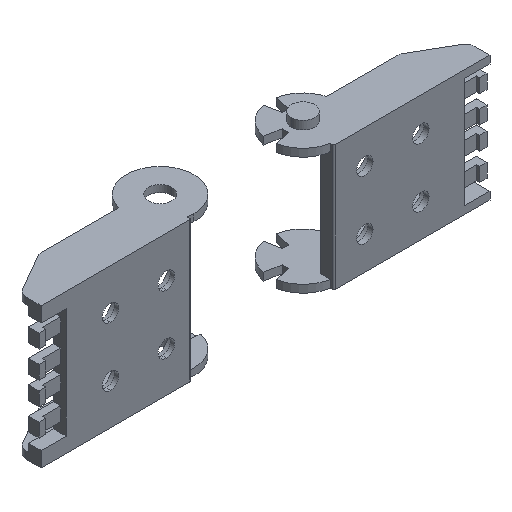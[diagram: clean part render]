
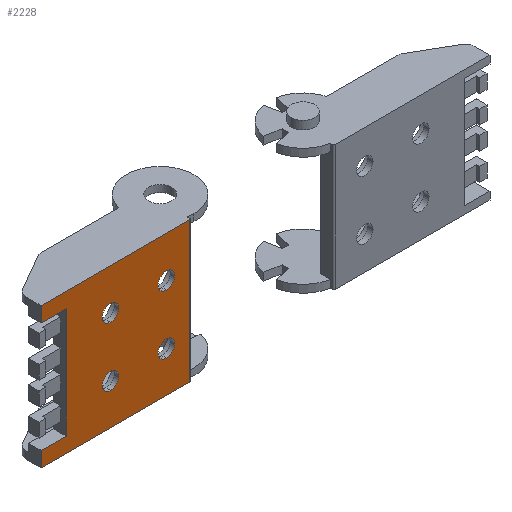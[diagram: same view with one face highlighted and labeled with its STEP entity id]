
A CAD part, isometric view. The second image highlights one B-rep face of the part: STEP entity #2228.
In plain terms, the highlighted planar face has unit normal (0, -1, 0).
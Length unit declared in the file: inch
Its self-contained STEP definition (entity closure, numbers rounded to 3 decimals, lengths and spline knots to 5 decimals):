
#73 = ORIENTED_EDGE ( 'NONE', *, *, #2289, .T. ) ;
#89 = FACE_BOUND ( 'NONE', #752, .T. ) ;
#103 = CARTESIAN_POINT ( 'NONE',  ( -1.98819, 0., -1.78543 ) ) ;
#156 = ORIENTED_EDGE ( 'NONE', *, *, #4422, .T. ) ;
#168 = LINE ( 'NONE', #1654, #224 ) ;
#198 = VERTEX_POINT ( 'NONE', #637 ) ;
#204 = LINE ( 'NONE', #2027, #2058 ) ;
#213 = ORIENTED_EDGE ( 'NONE', *, *, #3210, .T. ) ;
#224 = VECTOR ( 'NONE', #1563, 39.37008 ) ;
#235 = AXIS2_PLACEMENT_3D ( 'NONE', #1049, #5666, #679 ) ;
#236 = CARTESIAN_POINT ( 'NONE',  ( 0., 0., -0.10827 ) ) ;
#238 = DIRECTION ( 'NONE',  ( 0., -1., 0. ) ) ;
#285 = VERTEX_POINT ( 'NONE', #2518 ) ;
#292 = ORIENTED_EDGE ( 'NONE', *, *, #4167, .T. ) ;
#314 = AXIS2_PLACEMENT_3D ( 'NONE', #686, #238, #3893 ) ;
#379 = DIRECTION ( 'NONE',  ( 0., 0., 1. ) ) ;
#538 = CIRCLE ( 'NONE', #4394, 0.11024 ) ;
#539 = ORIENTED_EDGE ( 'NONE', *, *, #5502, .T. ) ;
#605 = VERTEX_POINT ( 'NONE', #5519 ) ;
#637 = CARTESIAN_POINT ( 'NONE',  ( -0.33465, 0., -1.58465 ) ) ;
#679 = DIRECTION ( 'NONE',  ( 0., 0., 1. ) ) ;
#686 = CARTESIAN_POINT ( 'NONE',  ( 0., 0., 0. ) ) ;
#752 = EDGE_LOOP ( 'NONE', ( #4567, #1138 ) ) ;
#772 = EDGE_CURVE ( 'NONE', #198, #4457, #2122, .T. ) ;
#773 = EDGE_LOOP ( 'NONE', ( #539, #3947 ) ) ;
#947 = CARTESIAN_POINT ( 'NONE',  ( -1.67323, 0., -1.12992 ) ) ;
#985 = EDGE_CURVE ( 'NONE', #3225, #989, #4524, .T. ) ;
#989 = VERTEX_POINT ( 'NONE', #4982 ) ;
#1024 = AXIS2_PLACEMENT_3D ( 'NONE', #4376, #3835, #5680 ) ;
#1049 = CARTESIAN_POINT ( 'NONE',  ( -1.67323, 0., -0.45276 ) ) ;
#1078 = ORIENTED_EDGE ( 'NONE', *, *, #772, .T. ) ;
#1110 = DIRECTION ( 'NONE',  ( 0., 0., 1. ) ) ;
#1138 = ORIENTED_EDGE ( 'NONE', *, *, #3825, .T. ) ;
#1164 = ORIENTED_EDGE ( 'NONE', *, *, #985, .T. ) ;
#1204 = VERTEX_POINT ( 'NONE', #4427 ) ;
#1233 = EDGE_CURVE ( 'NONE', #5905, #2661, #168, .T. ) ;
#1288 = DIRECTION ( 'NONE',  ( 0., 1., 0. ) ) ;
#1297 = VECTOR ( 'NONE', #5965, 39.37008 ) ;
#1304 = VECTOR ( 'NONE', #4078, 39.37008 ) ;
#1315 = CARTESIAN_POINT ( 'NONE',  ( -0.9252, 0., -0.45276 ) ) ;
#1406 = DIRECTION ( 'NONE',  ( 0., 0., 1. ) ) ;
#1414 = DIRECTION ( 'NONE',  ( 0., 1., 0. ) ) ;
#1488 = VECTOR ( 'NONE', #4351, 39.37008 ) ;
#1563 = DIRECTION ( 'NONE',  ( 1., 0., 0. ) ) ;
#1654 = CARTESIAN_POINT ( 'NONE',  ( 0., 0., -1.78543 ) ) ;
#1682 = AXIS2_PLACEMENT_3D ( 'NONE', #3695, #1414, #3580 ) ;
#1733 = EDGE_CURVE ( 'NONE', #2661, #3005, #4474, .T. ) ;
#1742 = VERTEX_POINT ( 'NONE', #947 ) ;
#1793 = LINE ( 'NONE', #4410, #1304 ) ;
#1922 = CARTESIAN_POINT ( 'NONE',  ( -1.98819, 0., 0.09252 ) ) ;
#1928 = VERTEX_POINT ( 'NONE', #5258 ) ;
#2025 = LINE ( 'NONE', #236, #4385 ) ;
#2027 = CARTESIAN_POINT ( 'NONE',  ( 0., 0., 0.09252 ) ) ;
#2058 = VECTOR ( 'NONE', #3859, 39.37008 ) ;
#2093 = PLANE ( 'NONE',  #314 ) ;
#2097 = AXIS2_PLACEMENT_3D ( 'NONE', #4952, #3062, #2216 ) ;
#2122 = LINE ( 'NONE', #5737, #3780 ) ;
#2174 = CARTESIAN_POINT ( 'NONE',  ( 0., 0., -1.78543 ) ) ;
#2187 = AXIS2_PLACEMENT_3D ( 'NONE', #5972, #1288, #379 ) ;
#2216 = DIRECTION ( 'NONE',  ( 0., 0., 1. ) ) ;
#2228 = ADVANCED_FACE ( 'NONE', ( #89, #3797, #5646, #2906, #3831 ), #2093, .T. ) ;
#2277 = AXIS2_PLACEMENT_3D ( 'NONE', #3371, #5241, #1110 ) ;
#2289 = EDGE_CURVE ( 'NONE', #989, #4777, #204, .T. ) ;
#2301 = CARTESIAN_POINT ( 'NONE',  ( 0., 0., 0. ) ) ;
#2346 = CARTESIAN_POINT ( 'NONE',  ( 0., 0., -1.58465 ) ) ;
#2410 = CARTESIAN_POINT ( 'NONE',  ( -0.9252, 0., -0.56299 ) ) ;
#2518 = CARTESIAN_POINT ( 'NONE',  ( -1.67323, 0., -0.34252 ) ) ;
#2603 = ORIENTED_EDGE ( 'NONE', *, *, #2909, .T. ) ;
#2661 = VERTEX_POINT ( 'NONE', #2174 ) ;
#2767 = CARTESIAN_POINT ( 'NONE',  ( 0., 0., -0.10827 ) ) ;
#2836 = VECTOR ( 'NONE', #3113, 39.37008 ) ;
#2906 = FACE_BOUND ( 'NONE', #3781, .T. ) ;
#2909 = EDGE_CURVE ( 'NONE', #1742, #5401, #5340, .T. ) ;
#2966 = CIRCLE ( 'NONE', #2097, 0.11024 ) ;
#3005 = VERTEX_POINT ( 'NONE', #2346 ) ;
#3062 = DIRECTION ( 'NONE',  ( 0., 1., 0. ) ) ;
#3110 = ORIENTED_EDGE ( 'NONE', *, *, #5127, .T. ) ;
#3113 = DIRECTION ( 'NONE',  ( 0., 0., 1. ) ) ;
#3168 = EDGE_LOOP ( 'NONE', ( #156, #1164, #73, #292, #3940, #4065, #213, #1078 ) ) ;
#3201 = CARTESIAN_POINT ( 'NONE',  ( -0.9252, 0., -0.34252 ) ) ;
#3210 = EDGE_CURVE ( 'NONE', #3005, #198, #3426, .T. ) ;
#3225 = VERTEX_POINT ( 'NONE', #2767 ) ;
#3371 = CARTESIAN_POINT ( 'NONE',  ( -0.9252, 0., -0.45276 ) ) ;
#3426 = LINE ( 'NONE', #3516, #1488 ) ;
#3481 = EDGE_CURVE ( 'NONE', #5401, #1742, #4572, .T. ) ;
#3516 = CARTESIAN_POINT ( 'NONE',  ( 0., 0., -1.58465 ) ) ;
#3580 = DIRECTION ( 'NONE',  ( 0., 0., 1. ) ) ;
#3695 = CARTESIAN_POINT ( 'NONE',  ( -1.67323, 0., -1.24016 ) ) ;
#3728 = VERTEX_POINT ( 'NONE', #3201 ) ;
#3780 = VECTOR ( 'NONE', #5865, 39.37008 ) ;
#3781 = EDGE_LOOP ( 'NONE', ( #5551, #3110 ) ) ;
#3797 = FACE_BOUND ( 'NONE', #4291, .T. ) ;
#3799 = CIRCLE ( 'NONE', #2277, 0.11024 ) ;
#3814 = CIRCLE ( 'NONE', #1024, 0.11024 ) ;
#3817 = CARTESIAN_POINT ( 'NONE',  ( 0., 0., 0. ) ) ;
#3825 = EDGE_CURVE ( 'NONE', #1204, #285, #4762, .T. ) ;
#3831 = FACE_OUTER_BOUND ( 'NONE', #3168, .T. ) ;
#3835 = DIRECTION ( 'NONE',  ( 0., 1., 0. ) ) ;
#3859 = DIRECTION ( 'NONE',  ( -1., 0., 0. ) ) ;
#3893 = DIRECTION ( 'NONE',  ( 0., 0., -1. ) ) ;
#3898 = CARTESIAN_POINT ( 'NONE',  ( -1.67323, 0., -1.35039 ) ) ;
#3905 = EDGE_CURVE ( 'NONE', #3728, #5888, #3799, .T. ) ;
#3940 = ORIENTED_EDGE ( 'NONE', *, *, #1233, .T. ) ;
#3947 = ORIENTED_EDGE ( 'NONE', *, *, #4677, .T. ) ;
#4065 = ORIENTED_EDGE ( 'NONE', *, *, #1733, .T. ) ;
#4078 = DIRECTION ( 'NONE',  ( 0., 0., -1. ) ) ;
#4152 = ORIENTED_EDGE ( 'NONE', *, *, #3481, .T. ) ;
#4167 = EDGE_CURVE ( 'NONE', #4777, #5905, #1793, .T. ) ;
#4278 = DIRECTION ( 'NONE',  ( 1., 0., 0. ) ) ;
#4287 = CARTESIAN_POINT ( 'NONE',  ( -1.67323, 0., -1.24016 ) ) ;
#4291 = EDGE_LOOP ( 'NONE', ( #2603, #4152 ) ) ;
#4351 = DIRECTION ( 'NONE',  ( -1., 0., 0. ) ) ;
#4376 = CARTESIAN_POINT ( 'NONE',  ( -1.67323, 0., -0.45276 ) ) ;
#4385 = VECTOR ( 'NONE', #4278, 39.37008 ) ;
#4394 = AXIS2_PLACEMENT_3D ( 'NONE', #1315, #4996, #5473 ) ;
#4410 = CARTESIAN_POINT ( 'NONE',  ( -1.98819, 0., 0. ) ) ;
#4422 = EDGE_CURVE ( 'NONE', #4457, #3225, #2025, .T. ) ;
#4427 = CARTESIAN_POINT ( 'NONE',  ( -1.67323, 0., -0.56299 ) ) ;
#4457 = VERTEX_POINT ( 'NONE', #5280 ) ;
#4474 = LINE ( 'NONE', #3817, #1297 ) ;
#4524 = LINE ( 'NONE', #2301, #2836 ) ;
#4567 = ORIENTED_EDGE ( 'NONE', *, *, #5390, .T. ) ;
#4572 = CIRCLE ( 'NONE', #5056, 0.11024 ) ;
#4677 = EDGE_CURVE ( 'NONE', #1928, #605, #5745, .T. ) ;
#4762 = CIRCLE ( 'NONE', #235, 0.11024 ) ;
#4777 = VERTEX_POINT ( 'NONE', #1922 ) ;
#4952 = CARTESIAN_POINT ( 'NONE',  ( -0.9252, 0., -1.24016 ) ) ;
#4982 = CARTESIAN_POINT ( 'NONE',  ( 0., 0., 0.09252 ) ) ;
#4996 = DIRECTION ( 'NONE',  ( 0., 1., 0. ) ) ;
#5056 = AXIS2_PLACEMENT_3D ( 'NONE', #4287, #5531, #1406 ) ;
#5127 = EDGE_CURVE ( 'NONE', #5888, #3728, #538, .T. ) ;
#5241 = DIRECTION ( 'NONE',  ( 0., 1., 0. ) ) ;
#5258 = CARTESIAN_POINT ( 'NONE',  ( -0.9252, 0., -1.35039 ) ) ;
#5280 = CARTESIAN_POINT ( 'NONE',  ( -0.33465, 0., -0.10827 ) ) ;
#5340 = CIRCLE ( 'NONE', #1682, 0.11024 ) ;
#5390 = EDGE_CURVE ( 'NONE', #285, #1204, #3814, .T. ) ;
#5401 = VERTEX_POINT ( 'NONE', #3898 ) ;
#5473 = DIRECTION ( 'NONE',  ( 0., 0., 1. ) ) ;
#5502 = EDGE_CURVE ( 'NONE', #605, #1928, #2966, .T. ) ;
#5519 = CARTESIAN_POINT ( 'NONE',  ( -0.9252, 0., -1.12992 ) ) ;
#5531 = DIRECTION ( 'NONE',  ( 0., 1., 0. ) ) ;
#5551 = ORIENTED_EDGE ( 'NONE', *, *, #3905, .T. ) ;
#5646 = FACE_BOUND ( 'NONE', #773, .T. ) ;
#5666 = DIRECTION ( 'NONE',  ( 0., 1., 0. ) ) ;
#5680 = DIRECTION ( 'NONE',  ( 0., 0., 1. ) ) ;
#5737 = CARTESIAN_POINT ( 'NONE',  ( -0.33465, 0., 0. ) ) ;
#5745 = CIRCLE ( 'NONE', #2187, 0.11024 ) ;
#5865 = DIRECTION ( 'NONE',  ( 0., 0., 1. ) ) ;
#5888 = VERTEX_POINT ( 'NONE', #2410 ) ;
#5905 = VERTEX_POINT ( 'NONE', #103 ) ;
#5965 = DIRECTION ( 'NONE',  ( 0., 0., 1. ) ) ;
#5972 = CARTESIAN_POINT ( 'NONE',  ( -0.9252, 0., -1.24016 ) ) ;
